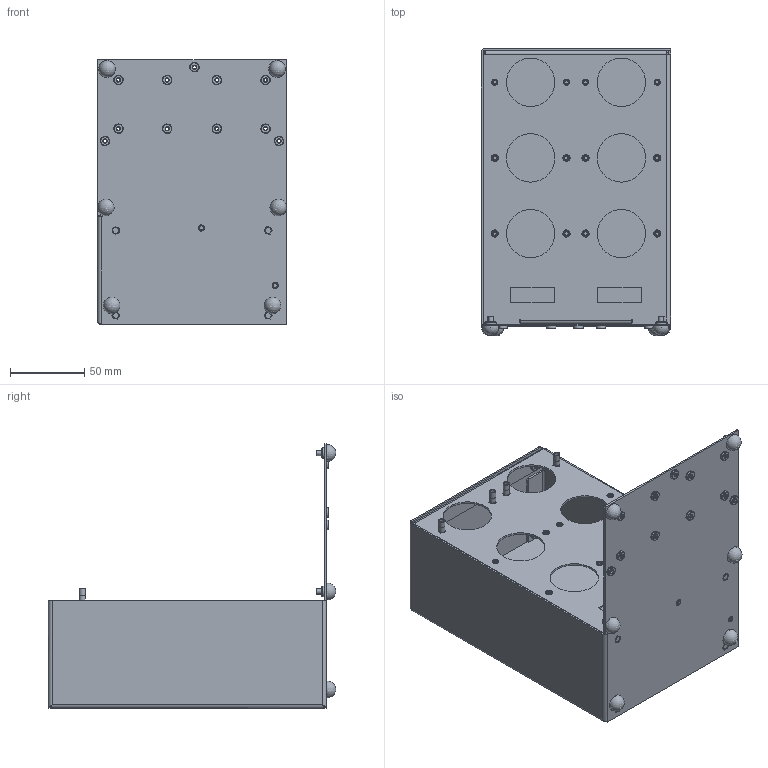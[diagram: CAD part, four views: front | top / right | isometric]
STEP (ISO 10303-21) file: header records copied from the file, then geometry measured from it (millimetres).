
FILE_DESCRIPTION (( 'STEP AP214' ), '1' );
FILE_NAME ('min-eV Case Rev2.1.step', '2024-06-13T17:58:04', ( '' ), ( '' ), 'SwSTEP 2.0', 'SolidWorks 2024', '' );
FILE_SCHEMA (( 'AUTOMOTIVE_DESIGN' ));
Length unit declared in the file: inch
Products named in the file (9): min-eV Case Rev2.1; SO-440-12ZI_SO-440-12ZI; S-632-0ZI_S-632-0ZI; Base; S-440-1ZI_S-440-1ZI; BSO-440-32ZI_BSO-440-32ZI; Front; SM_Rubber Feet (6-32 stud) MCMASTER 9541K8; FEOX-440_FEOX-440
Assembly tree (46 placements, depth 2):
  min-eV Case Rev2.1
    Base
    Front
    S-632-0ZI_S-632-0ZI  x11
    BSO-440-32ZI_BSO-440-32ZI  x4
    FEOX-440_FEOX-440  x8
    SO-440-12ZI_SO-440-12ZI  x4
    SM_Rubber Feet (6-32 stud) MCMASTER 9541K8  x6
    S-440-1ZI_S-440-1ZI  x11
Bounding box: 127 x 192.96 x 177.8 mm (x, y, z)
Volume: 126787.4 mm3; surface area: 211904.5 mm2
Topology: 46 solids, 46 shells, 2910 faces, 7921 edges, 5213 vertices
Faces by surface type: plane 2486, cylinder 282, cone 132, sphere 6, bspline 4
Full cylindrical faces by diameter (mm): 2.261 x27, 2.705 x11, 2.845 x31, 3.175 x4, 3.48 x6, 3.505 x11, 3.683 x8, 3.745 x11, 3.981 x8, 4.126 x8, 4.191 x29, 4.216 x19, 4.318 x3, 4.343 x8, 4.369 x8, 4.398 x11, 4.75 x11, 4.775 x11, 6.35 x11, 7.112 x11, 32.512 x6
Entity records: 14697 total; most frequent: CARTESIAN_POINT 2638, DIRECTION 2351, ORIENTED_EDGE 2260, EDGE_CURVE 1130, VECTOR 907, LINE 907, VERTEX_POINT 785, AXIS2_PLACEMENT_3D 722
